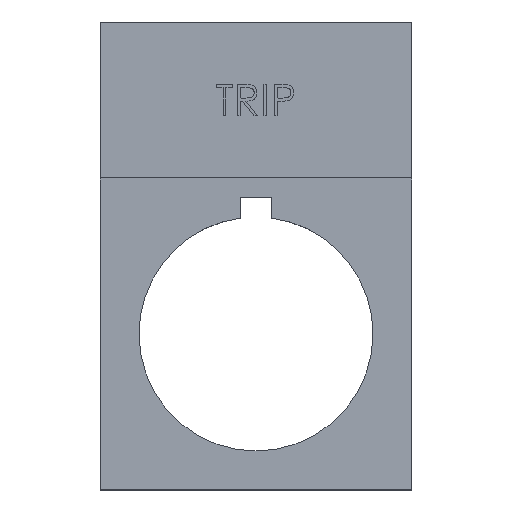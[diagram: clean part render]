
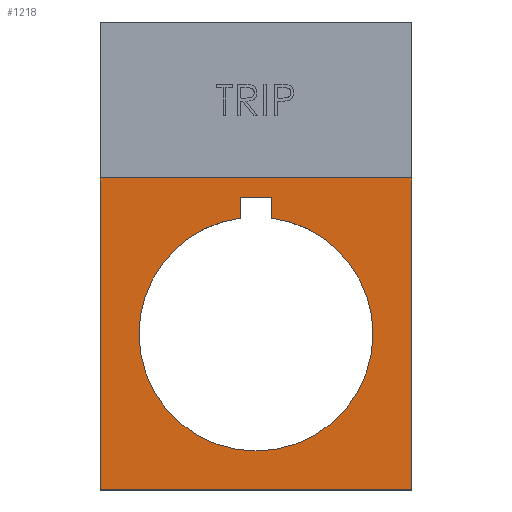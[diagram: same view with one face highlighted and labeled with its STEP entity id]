
A CAD part, top view. The second image highlights one B-rep face of the part: STEP entity #1218.
In plain terms, the highlighted planar face has unit normal (0, 0, 1).
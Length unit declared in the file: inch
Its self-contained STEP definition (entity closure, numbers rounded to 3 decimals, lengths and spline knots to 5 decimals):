
#8 = VERTEX_POINT ( 'NONE', #1630 ) ;
#18 = VECTOR ( 'NONE', #2212, 39.37008 ) ;
#22 = DIRECTION ( 'NONE',  ( 1., 0., 0. ) ) ;
#23 = AXIS2_PLACEMENT_3D ( 'NONE', #2647, #1868, #22 ) ;
#39 = CIRCLE ( 'NONE', #23, 0.44291 ) ;
#79 = VECTOR ( 'NONE', #1291, 39.37008 ) ;
#90 = VERTEX_POINT ( 'NONE', #1971 ) ;
#176 = CIRCLE ( 'NONE', #2128, 0.44291 ) ;
#215 = DIRECTION ( 'NONE',  ( 0., -1., 0. ) ) ;
#237 = VERTEX_POINT ( 'NONE', #1937 ) ;
#293 = LINE ( 'NONE', #2823, #79 ) ;
#484 = DIRECTION ( 'NONE',  ( 0., 1., 0. ) ) ;
#511 = VERTEX_POINT ( 'NONE', #2584 ) ;
#628 = VECTOR ( 'NONE', #215, 39.37008 ) ;
#629 = ORIENTED_EDGE ( 'NONE', *, *, #1546, .T. ) ;
#665 = DIRECTION ( 'NONE',  ( 0., 0., -1. ) ) ;
#756 = CARTESIAN_POINT ( 'NONE',  ( 0.19685, 0.59055, 0.01969 ) ) ;
#841 = ORIENTED_EDGE ( 'NONE', *, *, #3002, .T. ) ;
#849 = VERTEX_POINT ( 'NONE', #1982 ) ;
#856 = CARTESIAN_POINT ( 'NONE',  ( 0., 0., 0.01969 ) ) ;
#866 = FACE_OUTER_BOUND ( 'NONE', #1865, .T. ) ;
#880 = LINE ( 'NONE', #1952, #18 ) ;
#955 = EDGE_CURVE ( 'NONE', #2631, #1221, #1282, .T. ) ;
#1026 = CARTESIAN_POINT ( 'NONE',  ( -0.05906, 0.43896, 0.01969 ) ) ;
#1054 = ORIENTED_EDGE ( 'NONE', *, *, #1673, .F. ) ;
#1143 = EDGE_CURVE ( 'NONE', #90, #849, #2017, .T. ) ;
#1154 = ORIENTED_EDGE ( 'NONE', *, *, #2636, .F. ) ;
#1171 = CARTESIAN_POINT ( 'NONE',  ( 0., 0., 0.01969 ) ) ;
#1218 = ADVANCED_FACE ( 'NONE', ( #1564, #866 ), #3155, .T. ) ;
#1221 = VERTEX_POINT ( 'NONE', #1885 ) ;
#1282 = LINE ( 'NONE', #2860, #2624 ) ;
#1291 = DIRECTION ( 'NONE',  ( -1., 0., 0. ) ) ;
#1400 = ORIENTED_EDGE ( 'NONE', *, *, #3067, .T. ) ;
#1455 = AXIS2_PLACEMENT_3D ( 'NONE', #1171, #665, #2768 ) ;
#1515 = CARTESIAN_POINT ( 'NONE',  ( -0.59055, 0.59055, 0.01969 ) ) ;
#1530 = CARTESIAN_POINT ( 'NONE',  ( -0.19685, 0.59055, 0.01969 ) ) ;
#1546 = EDGE_CURVE ( 'NONE', #1221, #237, #880, .T. ) ;
#1564 = FACE_BOUND ( 'NONE', #3369, .T. ) ;
#1594 = DIRECTION ( 'NONE',  ( 0., 0., 1. ) ) ;
#1630 = CARTESIAN_POINT ( 'NONE',  ( 0.05906, 0.43896, 0.01969 ) ) ;
#1673 = EDGE_CURVE ( 'NONE', #3144, #2314, #2995, .T. ) ;
#1843 = EDGE_CURVE ( 'NONE', #3144, #849, #3046, .T. ) ;
#1865 = EDGE_LOOP ( 'NONE', ( #1154, #1054, #1957, #2065 ) ) ;
#1868 = DIRECTION ( 'NONE',  ( 0., 0., -1. ) ) ;
#1885 = CARTESIAN_POINT ( 'NONE',  ( -0.05906, 0.5177, 0.01969 ) ) ;
#1893 = CARTESIAN_POINT ( 'NONE',  ( 0., 0.29528, 0.01969 ) ) ;
#1937 = CARTESIAN_POINT ( 'NONE',  ( 0.05906, 0.5177, 0.01969 ) ) ;
#1952 = CARTESIAN_POINT ( 'NONE',  ( 0.05906, 0.5177, 0.01969 ) ) ;
#1957 = ORIENTED_EDGE ( 'NONE', *, *, #1843, .T. ) ;
#1958 = AXIS2_PLACEMENT_3D ( 'NONE', #1893, #1594, #2906 ) ;
#1971 = CARTESIAN_POINT ( 'NONE',  ( -0.59055, -0.59055, 0.01969 ) ) ;
#1979 = VECTOR ( 'NONE', #2107, 39.37008 ) ;
#1982 = CARTESIAN_POINT ( 'NONE',  ( -0.59055, 0.59055, 0.01969 ) ) ;
#2017 = LINE ( 'NONE', #2640, #1979 ) ;
#2065 = ORIENTED_EDGE ( 'NONE', *, *, #1143, .F. ) ;
#2107 = DIRECTION ( 'NONE',  ( 0., 1., 0. ) ) ;
#2110 = CIRCLE ( 'NONE', #1455, 0.44291 ) ;
#2128 = AXIS2_PLACEMENT_3D ( 'NONE', #856, #2442, #2183 ) ;
#2183 = DIRECTION ( 'NONE',  ( 1., 0., 0. ) ) ;
#2212 = DIRECTION ( 'NONE',  ( 1., 0., 0. ) ) ;
#2247 = EDGE_CURVE ( 'NONE', #511, #2422, #2110, .T. ) ;
#2288 = CARTESIAN_POINT ( 'NONE',  ( 0.59055, -0.59055, 0.01969 ) ) ;
#2314 = VERTEX_POINT ( 'NONE', #2779 ) ;
#2327 = CARTESIAN_POINT ( 'NONE',  ( 0.59055, 0.59055, 0.01969 ) ) ;
#2422 = VERTEX_POINT ( 'NONE', #2686 ) ;
#2442 = DIRECTION ( 'NONE',  ( 0., 0., -1. ) ) ;
#2482 = ORIENTED_EDGE ( 'NONE', *, *, #2502, .T. ) ;
#2502 = EDGE_CURVE ( 'NONE', #237, #8, #2945, .T. ) ;
#2584 = CARTESIAN_POINT ( 'NONE',  ( 0.44291, 0., 0.01969 ) ) ;
#2624 = VECTOR ( 'NONE', #484, 39.37008 ) ;
#2631 = VERTEX_POINT ( 'NONE', #1026 ) ;
#2636 = EDGE_CURVE ( 'NONE', #2314, #90, #293, .T. ) ;
#2640 = CARTESIAN_POINT ( 'NONE',  ( -0.59055, 1.1811, 0.01969 ) ) ;
#2647 = CARTESIAN_POINT ( 'NONE',  ( 0., 0., 0.01969 ) ) ;
#2666 = ORIENTED_EDGE ( 'NONE', *, *, #955, .T. ) ;
#2686 = CARTESIAN_POINT ( 'NONE',  ( -0.44291, 0., 0.01969 ) ) ;
#2749 = DIRECTION ( 'NONE',  ( 0., -1., 0. ) ) ;
#2768 = DIRECTION ( 'NONE',  ( 1., 0., 0. ) ) ;
#2779 = CARTESIAN_POINT ( 'NONE',  ( 0.59055, -0.59055, 0.01969 ) ) ;
#2823 = CARTESIAN_POINT ( 'NONE',  ( -0.59055, -0.59055, 0.01969 ) ) ;
#2860 = CARTESIAN_POINT ( 'NONE',  ( -0.05906, 0.5177, 0.01969 ) ) ;
#2906 = DIRECTION ( 'NONE',  ( 1., 0., 0. ) ) ;
#2945 = LINE ( 'NONE', #3011, #3138 ) ;
#2995 = LINE ( 'NONE', #2288, #628 ) ;
#3002 = EDGE_CURVE ( 'NONE', #8, #511, #39, .T. ) ;
#3011 = CARTESIAN_POINT ( 'NONE',  ( 0.05906, 0.43896, 0.01969 ) ) ;
#3046 = B_SPLINE_CURVE_WITH_KNOTS ( 'NONE', 3,
 ( #2327, #756, #1530, #1515 ),
 .UNSPECIFIED., .F., .F.,
 ( 4, 4 ),
 ( 0., 1. ),
 .UNSPECIFIED. ) ;
#3067 = EDGE_CURVE ( 'NONE', #2422, #2631, #176, .T. ) ;
#3138 = VECTOR ( 'NONE', #2749, 39.37008 ) ;
#3144 = VERTEX_POINT ( 'NONE', #3230 ) ;
#3155 = PLANE ( 'NONE',  #1958 ) ;
#3230 = CARTESIAN_POINT ( 'NONE',  ( 0.59055, 0.59055, 0.01969 ) ) ;
#3287 = ORIENTED_EDGE ( 'NONE', *, *, #2247, .T. ) ;
#3369 = EDGE_LOOP ( 'NONE', ( #629, #2482, #841, #3287, #1400, #2666 ) ) ;
